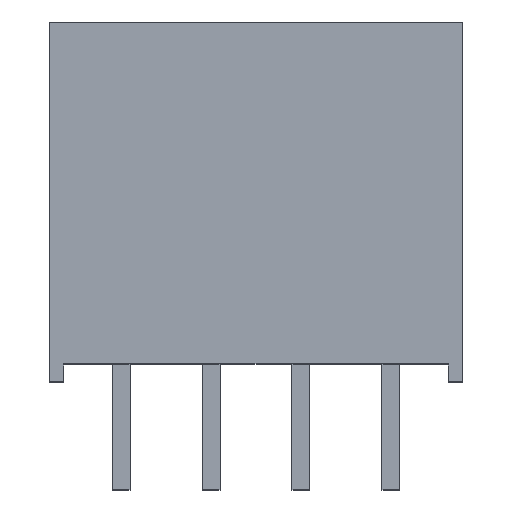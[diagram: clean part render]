
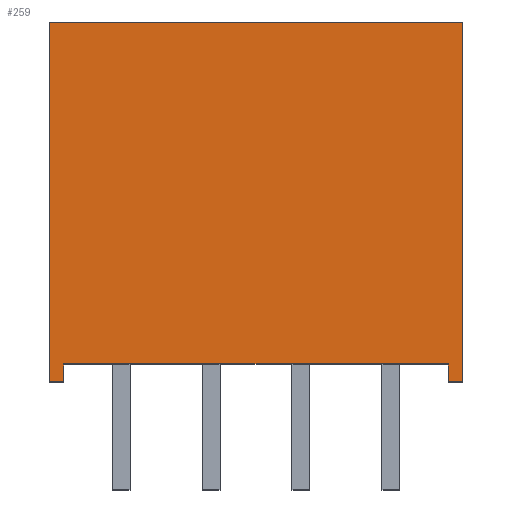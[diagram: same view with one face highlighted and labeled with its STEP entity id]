
A CAD part, top view. The second image highlights one B-rep face of the part: STEP entity #259.
In plain terms, the highlighted planar face has unit normal (0, 0, 1).
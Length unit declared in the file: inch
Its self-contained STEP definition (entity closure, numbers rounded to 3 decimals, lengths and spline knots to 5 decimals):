
#6 = LINE ( 'NONE', #335, #1000 ) ;
#15 = EDGE_CURVE ( 'NONE', #697, #42, #328, .T. ) ;
#29 = LINE ( 'NONE', #248, #870 ) ;
#31 = DIRECTION ( 'NONE',  ( 1., 0., 0. ) ) ;
#40 = ORIENTED_EDGE ( 'NONE', *, *, #531, .T. ) ;
#42 = VERTEX_POINT ( 'NONE', #488 ) ;
#44 = ORIENTED_EDGE ( 'NONE', *, *, #770, .T. ) ;
#46 = DIRECTION ( 'NONE',  ( 0., 0., 1. ) ) ;
#71 = VERTEX_POINT ( 'NONE', #163 ) ;
#80 = LINE ( 'NONE', #677, #692 ) ;
#128 = EDGE_CURVE ( 'NONE', #463, #424, #6, .T. ) ;
#138 = ORIENTED_EDGE ( 'NONE', *, *, #883, .T. ) ;
#147 = AXIS2_PLACEMENT_3D ( 'NONE', #585, #46, #515 ) ;
#163 = CARTESIAN_POINT ( 'NONE',  ( 0.23, 0., 0.12 ) ) ;
#187 = DIRECTION ( 'NONE',  ( -1., 0., 0. ) ) ;
#197 = ORIENTED_EDGE ( 'NONE', *, *, #314, .T. ) ;
#220 = CARTESIAN_POINT ( 'NONE',  ( 0.23, 0.4, 0.12 ) ) ;
#229 = ORIENTED_EDGE ( 'NONE', *, *, #640, .T. ) ;
#248 = CARTESIAN_POINT ( 'NONE',  ( -0.21339, 0.02, 0.12 ) ) ;
#258 = VECTOR ( 'NONE', #544, 39.37008 ) ;
#259 = ADVANCED_FACE ( 'NONE', ( #781 ), #914, .T. ) ;
#266 = CARTESIAN_POINT ( 'NONE',  ( 0.23, 0.4, 0.12 ) ) ;
#287 = CARTESIAN_POINT ( 'NONE',  ( 0.21339, 0.02, 0.12 ) ) ;
#314 = EDGE_CURVE ( 'NONE', #360, #697, #80, .T. ) ;
#321 = VERTEX_POINT ( 'NONE', #987 ) ;
#328 = LINE ( 'NONE', #963, #794 ) ;
#335 = CARTESIAN_POINT ( 'NONE',  ( 0.21339, 0., 0.12 ) ) ;
#336 = LINE ( 'NONE', #266, #415 ) ;
#360 = VERTEX_POINT ( 'NONE', #220 ) ;
#387 = CARTESIAN_POINT ( 'NONE',  ( -0.21339, 0., 0.12 ) ) ;
#407 = DIRECTION ( 'NONE',  ( 0., -1., 0. ) ) ;
#415 = VECTOR ( 'NONE', #574, 39.37008 ) ;
#424 = VERTEX_POINT ( 'NONE', #1002 ) ;
#463 = VERTEX_POINT ( 'NONE', #287 ) ;
#488 = CARTESIAN_POINT ( 'NONE',  ( -0.23, 0., 0.12 ) ) ;
#512 = ORIENTED_EDGE ( 'NONE', *, *, #550, .T. ) ;
#515 = DIRECTION ( 'NONE',  ( 1., 0., 0. ) ) ;
#531 = EDGE_CURVE ( 'NONE', #424, #71, #716, .T. ) ;
#544 = DIRECTION ( 'NONE',  ( 0., 1., 0. ) ) ;
#550 = EDGE_CURVE ( 'NONE', #633, #321, #947, .T. ) ;
#553 = CARTESIAN_POINT ( 'NONE',  ( -0.23, 0., 0.12 ) ) ;
#561 = LINE ( 'NONE', #553, #763 ) ;
#567 = ORIENTED_EDGE ( 'NONE', *, *, #128, .T. ) ;
#574 = DIRECTION ( 'NONE',  ( 0., 1., 0. ) ) ;
#585 = CARTESIAN_POINT ( 'NONE',  ( 0., 0., 0.12 ) ) ;
#616 = CARTESIAN_POINT ( 'NONE',  ( 0.23, 0., 0.12 ) ) ;
#633 = VERTEX_POINT ( 'NONE', #1015 ) ;
#640 = EDGE_CURVE ( 'NONE', #42, #633, #561, .T. ) ;
#653 = DIRECTION ( 'NONE',  ( 0., -1., 0. ) ) ;
#677 = CARTESIAN_POINT ( 'NONE',  ( 0.23, 0.4, 0.12 ) ) ;
#692 = VECTOR ( 'NONE', #187, 39.37008 ) ;
#697 = VERTEX_POINT ( 'NONE', #732 ) ;
#704 = DIRECTION ( 'NONE',  ( 1., 0., 0. ) ) ;
#716 = LINE ( 'NONE', #616, #888 ) ;
#732 = CARTESIAN_POINT ( 'NONE',  ( -0.23, 0.4, 0.12 ) ) ;
#734 = EDGE_LOOP ( 'NONE', ( #837, #229, #512, #44, #567, #40, #138, #197 ) ) ;
#763 = VECTOR ( 'NONE', #704, 39.37008 ) ;
#770 = EDGE_CURVE ( 'NONE', #321, #463, #29, .T. ) ;
#781 = FACE_OUTER_BOUND ( 'NONE', #734, .T. ) ;
#794 = VECTOR ( 'NONE', #407, 39.37008 ) ;
#837 = ORIENTED_EDGE ( 'NONE', *, *, #15, .T. ) ;
#870 = VECTOR ( 'NONE', #31, 39.37008 ) ;
#883 = EDGE_CURVE ( 'NONE', #71, #360, #336, .T. ) ;
#888 = VECTOR ( 'NONE', #993, 39.37008 ) ;
#914 = PLANE ( 'NONE',  #147 ) ;
#947 = LINE ( 'NONE', #387, #258 ) ;
#963 = CARTESIAN_POINT ( 'NONE',  ( -0.23, 0.4, 0.12 ) ) ;
#987 = CARTESIAN_POINT ( 'NONE',  ( -0.21339, 0.02, 0.12 ) ) ;
#993 = DIRECTION ( 'NONE',  ( 1., 0., 0. ) ) ;
#1000 = VECTOR ( 'NONE', #653, 39.37008 ) ;
#1002 = CARTESIAN_POINT ( 'NONE',  ( 0.21339, 0., 0.12 ) ) ;
#1015 = CARTESIAN_POINT ( 'NONE',  ( -0.21339, 0., 0.12 ) ) ;
